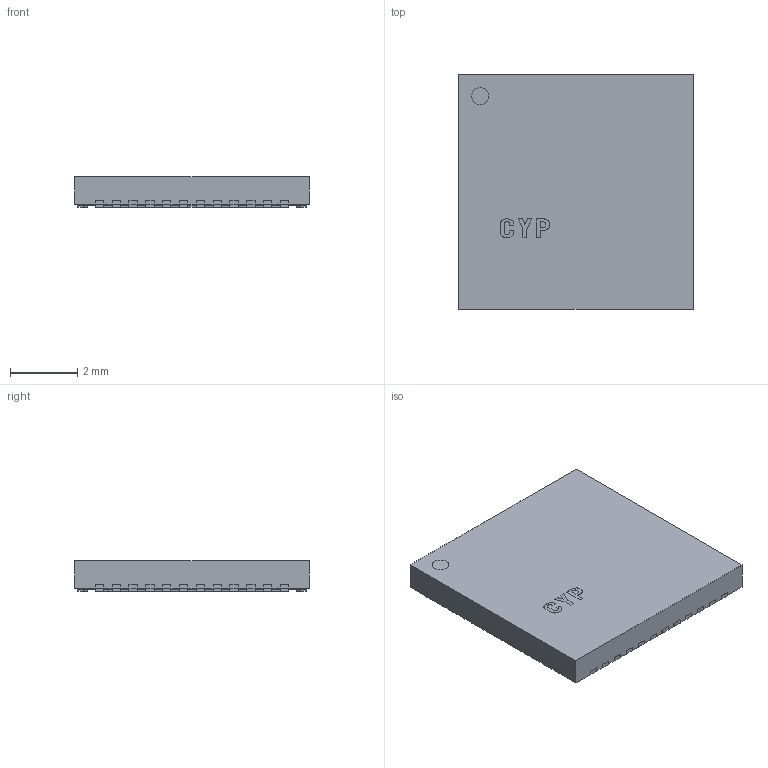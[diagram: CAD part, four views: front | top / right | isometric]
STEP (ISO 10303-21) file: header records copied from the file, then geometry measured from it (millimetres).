
FILE_DESCRIPTION(/* description */ (''),/* implementation_level */ '2;1');
FILE_NAME(/* name */ 'PG-VQFN-48-38_002-33925_V0A_3D.stp',/* time_stamp */ '2025-08-25T20:49:03+05:30',/* author */ ('sivamani'),/* organization */ (''),/* preprocessor_version */ 'ST-DEVELOPER v19.2',/* originating_system */ 'AutoCAD Mechanical',/* authorisation */ '');
FILE_SCHEMA (('AUTOMOTIVE_DESIGN { 1 0 10303 214 3 1 1 }'));
Length unit declared in the file: millimetre
Products named in the file (1): Product
Bounding box: 7 x 7 x 0.9 mm (x, y, z)
Volume: 43 mm3; surface area: 214.8 mm2
Topology: 54 solids, 54 shells, 767 faces, 1974 edges, 1317 vertices
Faces by surface type: plane 640, cylinder 116, bspline 11
Full cylindrical faces by diameter (mm): 0.5 x2
Entity records: 23269 total; most frequent: CARTESIAN_POINT 4431, ORIENTED_EDGE 3948, DIRECTION 3686, EDGE_CURVE 1974, LINE 1708, VECTOR 1708, VERTEX_POINT 1317, AXIS2_PLACEMENT_3D 989
